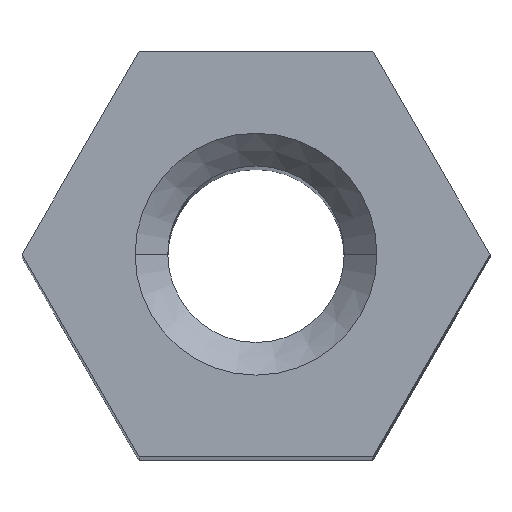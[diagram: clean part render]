
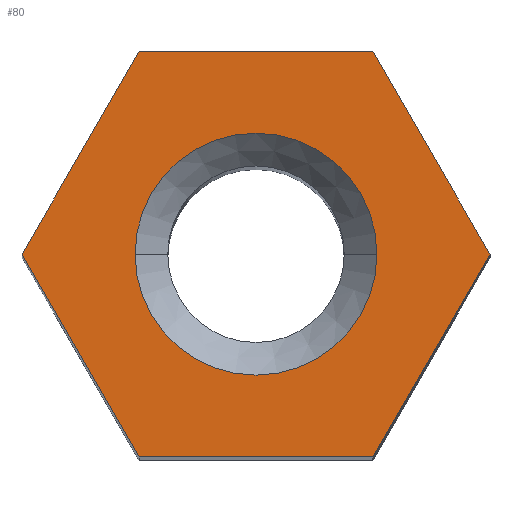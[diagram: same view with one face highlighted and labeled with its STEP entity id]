
A CAD part, top view. The second image highlights one B-rep face of the part: STEP entity #80.
In plain terms, the highlighted planar face has unit normal (0, 0, 1).
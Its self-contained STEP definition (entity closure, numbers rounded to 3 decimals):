
#14 = VECTOR ( 'NONE', #94, 1000. ) ;
#39 = ORIENTED_EDGE ( 'NONE', *, *, #248, .T. ) ;
#41 = LINE ( 'NONE', #63, #240 ) ;
#47 = CARTESIAN_POINT ( 'NONE',  ( -28.037, -8.015, 36.24 ) ) ;
#50 = AXIS2_PLACEMENT_3D ( 'NONE', #47, #120, #59 ) ;
#53 = LINE ( 'NONE', #404, #250 ) ;
#56 = VERTEX_POINT ( 'NONE', #129 ) ;
#59 = DIRECTION ( 'NONE',  ( -1., 0., 0. ) ) ;
#63 = CARTESIAN_POINT ( 'NONE',  ( -24.457, -8.015, 36.24 ) ) ;
#67 = CARTESIAN_POINT ( 'NONE',  ( -24.457, -8.015, 36.24 ) ) ;
#69 = VECTOR ( 'NONE', #419, 1000. ) ;
#80 = ADVANCED_FACE ( 'NONE', ( #470, #128 ), #314, .F. ) ;
#82 = DIRECTION ( 'NONE',  ( -0.5, 0.866, 0. ) ) ;
#84 = EDGE_LOOP ( 'NONE', ( #229, #348 ) ) ;
#92 = CARTESIAN_POINT ( 'NONE',  ( -29.826, -11.115, 36.24 ) ) ;
#94 = DIRECTION ( 'NONE',  ( 1., 0., 0. ) ) ;
#109 = VERTEX_POINT ( 'NONE', #341 ) ;
#120 = DIRECTION ( 'NONE',  ( 0., 0., -1. ) ) ;
#128 = FACE_OUTER_BOUND ( 'NONE', #378, .T. ) ;
#129 = CARTESIAN_POINT ( 'NONE',  ( -26.247, -4.915, 36.24 ) ) ;
#131 = DIRECTION ( 'NONE',  ( -1., 0., 0. ) ) ;
#132 = VERTEX_POINT ( 'NONE', #243 ) ;
#151 = AXIS2_PLACEMENT_3D ( 'NONE', #391, #450, #252 ) ;
#166 = ORIENTED_EDGE ( 'NONE', *, *, #255, .T. ) ;
#171 = CIRCLE ( 'NONE', #280, 1.85 ) ;
#198 = CARTESIAN_POINT ( 'NONE',  ( -31.616, -8.015, 36.24 ) ) ;
#200 = DIRECTION ( 'NONE',  ( 0.5, -0.866, 0. ) ) ;
#201 = LINE ( 'NONE', #198, #257 ) ;
#220 = CARTESIAN_POINT ( 'NONE',  ( -29.826, -4.915, 36.24 ) ) ;
#226 = CARTESIAN_POINT ( 'NONE',  ( -26.247, -11.115, 36.24 ) ) ;
#227 = EDGE_CURVE ( 'NONE', #56, #321, #232, .T. ) ;
#229 = ORIENTED_EDGE ( 'NONE', *, *, #260, .T. ) ;
#232 = LINE ( 'NONE', #338, #434 ) ;
#240 = VECTOR ( 'NONE', #82, 1000. ) ;
#243 = CARTESIAN_POINT ( 'NONE',  ( -26.187, -8.015, 36.24 ) ) ;
#248 = EDGE_CURVE ( 'NONE', #287, #447, #344, .T. ) ;
#250 = VECTOR ( 'NONE', #461, 1000. ) ;
#252 = DIRECTION ( 'NONE',  ( -1., 0., 0. ) ) ;
#253 = VERTEX_POINT ( 'NONE', #437 ) ;
#255 = EDGE_CURVE ( 'NONE', #321, #349, #53, .T. ) ;
#257 = VECTOR ( 'NONE', #200, 1000. ) ;
#260 = EDGE_CURVE ( 'NONE', #132, #109, #171, .T. ) ;
#265 = CARTESIAN_POINT ( 'NONE',  ( -28.037, -8.015, 36.24 ) ) ;
#269 = DIRECTION ( 'NONE',  ( 0., 0., -1. ) ) ;
#270 = DIRECTION ( 'NONE',  ( -1., 0., 0. ) ) ;
#280 = AXIS2_PLACEMENT_3D ( 'NONE', #265, #269, #270 ) ;
#287 = VERTEX_POINT ( 'NONE', #226 ) ;
#294 = CARTESIAN_POINT ( 'NONE',  ( -31.616, -8.015, 36.24 ) ) ;
#314 = PLANE ( 'NONE',  #151 ) ;
#321 = VERTEX_POINT ( 'NONE', #220 ) ;
#324 = ORIENTED_EDGE ( 'NONE', *, *, #474, .T. ) ;
#328 = EDGE_CURVE ( 'NONE', #349, #253, #201, .T. ) ;
#338 = CARTESIAN_POINT ( 'NONE',  ( -26.247, -4.915, 36.24 ) ) ;
#341 = CARTESIAN_POINT ( 'NONE',  ( -29.887, -8.015, 36.24 ) ) ;
#344 = LINE ( 'NONE', #400, #69 ) ;
#348 = ORIENTED_EDGE ( 'NONE', *, *, #408, .T. ) ;
#349 = VERTEX_POINT ( 'NONE', #294 ) ;
#362 = ORIENTED_EDGE ( 'NONE', *, *, #227, .T. ) ;
#378 = EDGE_LOOP ( 'NONE', ( #39, #432, #362, #166, #392, #324 ) ) ;
#391 = CARTESIAN_POINT ( 'NONE',  ( -28.037, -14.215, 36.24 ) ) ;
#392 = ORIENTED_EDGE ( 'NONE', *, *, #328, .T. ) ;
#400 = CARTESIAN_POINT ( 'NONE',  ( -26.247, -11.115, 36.24 ) ) ;
#404 = CARTESIAN_POINT ( 'NONE',  ( -29.826, -4.915, 36.24 ) ) ;
#408 = EDGE_CURVE ( 'NONE', #109, #132, #416, .T. ) ;
#416 = CIRCLE ( 'NONE', #50, 1.85 ) ;
#419 = DIRECTION ( 'NONE',  ( 0.5, 0.866, 0. ) ) ;
#422 = LINE ( 'NONE', #92, #14 ) ;
#432 = ORIENTED_EDGE ( 'NONE', *, *, #456, .T. ) ;
#434 = VECTOR ( 'NONE', #131, 1000. ) ;
#437 = CARTESIAN_POINT ( 'NONE',  ( -29.826, -11.115, 36.24 ) ) ;
#447 = VERTEX_POINT ( 'NONE', #67 ) ;
#450 = DIRECTION ( 'NONE',  ( 0., 0., -1. ) ) ;
#456 = EDGE_CURVE ( 'NONE', #447, #56, #41, .T. ) ;
#461 = DIRECTION ( 'NONE',  ( -0.5, -0.866, 0. ) ) ;
#470 = FACE_BOUND ( 'NONE', #84, .T. ) ;
#474 = EDGE_CURVE ( 'NONE', #253, #287, #422, .T. ) ;
